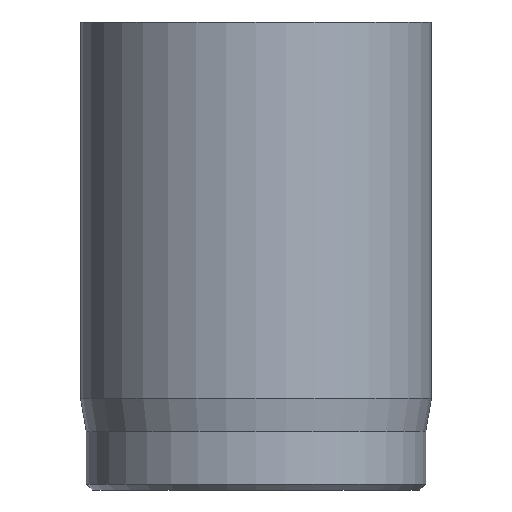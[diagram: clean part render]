
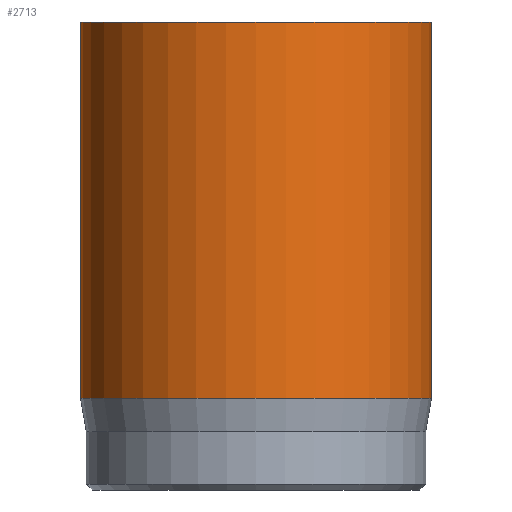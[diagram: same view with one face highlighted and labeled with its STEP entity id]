
A CAD part, front view. The second image highlights one B-rep face of the part: STEP entity #2713.
In plain terms, the highlighted cylindrical face has radius 3 mm (diameter 6 mm), a full revolution.
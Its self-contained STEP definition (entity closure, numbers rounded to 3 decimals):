
#336=CYLINDRICAL_SURFACE('',#2888,3.);
#431=FACE_OUTER_BOUND('',#584,.T.);
#584=EDGE_LOOP('',(#2228,#2229,#2230,#2231,#2232));
#787=LINE('',#4599,#1006);
#1006=VECTOR('',#3182,3.);
#1102=CIRCLE('',#2886,3.);
#1103=CIRCLE('',#2887,3.);
#1104=CIRCLE('',#2889,3.);
#1288=VERTEX_POINT('',#4591);
#1289=VERTEX_POINT('',#4592);
#1290=VERTEX_POINT('',#4597);
#1643=EDGE_CURVE('',#1288,#1289,#1102,.T.);
#1644=EDGE_CURVE('',#1289,#1288,#1103,.T.);
#1646=EDGE_CURVE('',#1290,#1290,#1104,.T.);
#1647=EDGE_CURVE('',#1290,#1288,#787,.T.);
#2228=ORIENTED_EDGE('',*,*,#1646,.T.);
#2229=ORIENTED_EDGE('',*,*,#1647,.T.);
#2230=ORIENTED_EDGE('',*,*,#1643,.T.);
#2231=ORIENTED_EDGE('',*,*,#1644,.T.);
#2232=ORIENTED_EDGE('',*,*,#1647,.F.);
#2713=ADVANCED_FACE('',(#431),#336,.T.);
#2886=AXIS2_PLACEMENT_3D('',#4593,#3173,#3174);
#2887=AXIS2_PLACEMENT_3D('',#4594,#3175,#3176);
#2888=AXIS2_PLACEMENT_3D('',#4596,#3178,#3179);
#2889=AXIS2_PLACEMENT_3D('',#4598,#3180,#3181);
#3173=DIRECTION('center_axis',(0.,0.,1.));
#3174=DIRECTION('ref_axis',(-1.,0.,0.));
#3175=DIRECTION('center_axis',(0.,0.,1.));
#3176=DIRECTION('ref_axis',(-1.,0.,0.));
#3178=DIRECTION('center_axis',(0.,0.,1.));
#3179=DIRECTION('ref_axis',(-1.,0.,0.));
#3180=DIRECTION('center_axis',(0.,0.,-1.));
#3181=DIRECTION('ref_axis',(-1.,0.,0.));
#3182=DIRECTION('',(0.,0.,-1.));
#4591=CARTESIAN_POINT('',(3.,0.,1.567));
#4592=CARTESIAN_POINT('',(-3.,0.,1.567));
#4593=CARTESIAN_POINT('Origin',(0.,0.,1.567));
#4594=CARTESIAN_POINT('Origin',(0.,0.,1.567));
#4596=CARTESIAN_POINT('Origin',(0.,0.,0.));
#4597=CARTESIAN_POINT('',(3.,0.,8.));
#4598=CARTESIAN_POINT('Origin',(0.,0.,8.));
#4599=CARTESIAN_POINT('',(3.,0.,0.));
